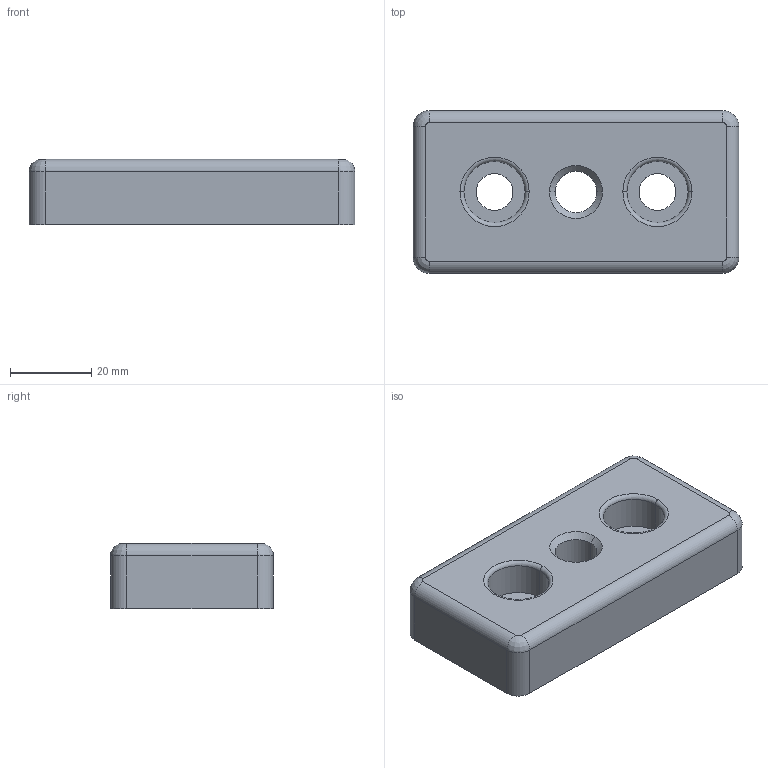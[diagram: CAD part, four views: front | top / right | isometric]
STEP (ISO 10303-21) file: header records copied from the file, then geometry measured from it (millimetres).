
FILE_DESCRIPTION(('FreeCAD Model'),'2;1');
FILE_NAME('Open CASCADE Shape Model','2024-04-03T11:06:29',(''),(''), 'Open CASCADE STEP processor 7.6','FreeCAD','Unknown');
FILE_SCHEMA(('AUTOMOTIVE_DESIGN { 1 0 10303 214 1 1 1 1 }'));
Length unit declared in the file: millimetre
Products named in the file (1): STI8-PB4080M12
Bounding box: 80 x 40 x 16 mm (x, y, z)
Volume: 28312.3 mm3; surface area: 16333.3 mm2
Topology: 1 solids, 1 shells, 204 faces, 474 edges, 254 vertices
Faces by surface type: cylinder 97, plane 44, sphere 39, torus 16, cone 4, revolution 4
Entity records: 13422 total; most frequent: CARTESIAN_POINT 4226, DIRECTION 1839, LINE 917, VECTOR 917, ORIENTED_EDGE 892, PCURVE 892, DEFINITIONAL_REPRESENTATION 892, AXIS2_PLACEMENT_3D 449
